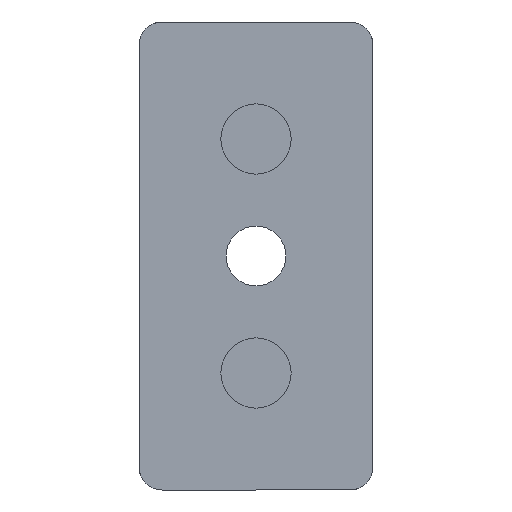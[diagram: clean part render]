
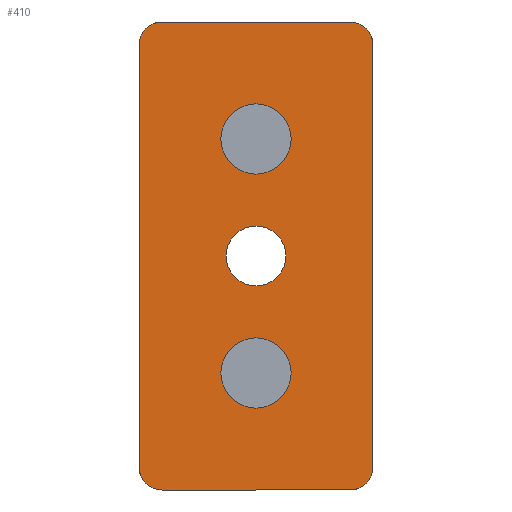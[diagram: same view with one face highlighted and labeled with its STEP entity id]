
A CAD part, front view. The second image highlights one B-rep face of the part: STEP entity #410.
In plain terms, the highlighted planar face has unit normal (0, -1, 0).
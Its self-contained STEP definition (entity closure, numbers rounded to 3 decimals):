
#10 = ORIENTED_EDGE ( 'NONE', *, *, #1312, .F. ) ;
#16 = DIRECTION ( 'NONE',  ( 0., 1., 0. ) ) ;
#17 = CARTESIAN_POINT ( 'NONE',  ( -20., 0., 0. ) ) ;
#22 = CARTESIAN_POINT ( 'NONE',  ( 0., 0., 5.1 ) ) ;
#51 = DIRECTION ( 'NONE',  ( 0., 0., -1. ) ) ;
#54 = CARTESIAN_POINT ( 'NONE',  ( 0., 0., 0. ) ) ;
#55 = CARTESIAN_POINT ( 'NONE',  ( 0., 0., -14. ) ) ;
#74 = AXIS2_PLACEMENT_3D ( 'NONE', #674, #1294, #80 ) ;
#80 = DIRECTION ( 'NONE',  ( 1., 0., 0. ) ) ;
#84 = VERTEX_POINT ( 'NONE', #55 ) ;
#91 = CARTESIAN_POINT ( 'NONE',  ( 0., 0., 14. ) ) ;
#119 = DIRECTION ( 'NONE',  ( 0., -1., 0. ) ) ;
#124 = CIRCLE ( 'NONE', #655, 4. ) ;
#130 = EDGE_CURVE ( 'NONE', #361, #454, #865, .T. ) ;
#141 = CARTESIAN_POINT ( 'NONE',  ( 0., 0., 20. ) ) ;
#171 = CARTESIAN_POINT ( 'NONE',  ( 20., 0., 36. ) ) ;
#177 = CARTESIAN_POINT ( 'NONE',  ( 0., 0., 0. ) ) ;
#207 = VERTEX_POINT ( 'NONE', #405 ) ;
#216 = LINE ( 'NONE', #748, #1158 ) ;
#220 = CIRCLE ( 'NONE', #1164, 4. ) ;
#224 = ORIENTED_EDGE ( 'NONE', *, *, #472, .F. ) ;
#231 = DIRECTION ( 'NONE',  ( 0., 1., 0. ) ) ;
#245 = DIRECTION ( 'NONE',  ( 0., 1., 0. ) ) ;
#255 = EDGE_CURVE ( 'NONE', #1275, #84, #1063, .T. ) ;
#289 = VERTEX_POINT ( 'NONE', #1023 ) ;
#297 = VECTOR ( 'NONE', #1226, 1000. ) ;
#311 = AXIS2_PLACEMENT_3D ( 'NONE', #743, #1170, #963 ) ;
#349 = EDGE_CURVE ( 'NONE', #289, #670, #220, .T. ) ;
#357 = LINE ( 'NONE', #364, #966 ) ;
#361 = VERTEX_POINT ( 'NONE', #22 ) ;
#363 = EDGE_LOOP ( 'NONE', ( #586, #447 ) ) ;
#364 = CARTESIAN_POINT ( 'NONE',  ( 0., 0., 40. ) ) ;
#372 = CIRCLE ( 'NONE', #311, 6. ) ;
#390 = CIRCLE ( 'NONE', #887, 4. ) ;
#405 = CARTESIAN_POINT ( 'NONE',  ( -16., 0., 40. ) ) ;
#410 = ADVANCED_FACE ( 'NONE', ( #1083, #487, #1272, #1193 ), #1058, .F. ) ;
#415 = CARTESIAN_POINT ( 'NONE',  ( -16., 0., -36. ) ) ;
#429 = DIRECTION ( 'NONE',  ( 1., 0., 0. ) ) ;
#430 = CIRCLE ( 'NONE', #929, 6. ) ;
#432 = EDGE_CURVE ( 'NONE', #1276, #1015, #460, .T. ) ;
#436 = CARTESIAN_POINT ( 'NONE',  ( -16., 0., -40. ) ) ;
#447 = ORIENTED_EDGE ( 'NONE', *, *, #961, .F. ) ;
#448 = VERTEX_POINT ( 'NONE', #831 ) ;
#454 = VERTEX_POINT ( 'NONE', #740 ) ;
#460 = CIRCLE ( 'NONE', #1183, 6. ) ;
#467 = CARTESIAN_POINT ( 'NONE',  ( -20., 0., 36. ) ) ;
#472 = EDGE_CURVE ( 'NONE', #84, #1275, #430, .T. ) ;
#480 = DIRECTION ( 'NONE',  ( 0., -1., 0. ) ) ;
#487 = FACE_BOUND ( 'NONE', #1251, .T. ) ;
#499 = LINE ( 'NONE', #17, #297 ) ;
#513 = EDGE_CURVE ( 'NONE', #1147, #987, #1045, .T. ) ;
#520 = EDGE_CURVE ( 'NONE', #207, #289, #357, .T. ) ;
#524 = CARTESIAN_POINT ( 'NONE',  ( 0., 0., 0. ) ) ;
#526 = ORIENTED_EDGE ( 'NONE', *, *, #1189, .F. ) ;
#531 = DIRECTION ( 'NONE',  ( 0., 0., -1. ) ) ;
#553 = CIRCLE ( 'NONE', #1244, 5.1 ) ;
#586 = ORIENTED_EDGE ( 'NONE', *, *, #432, .F. ) ;
#628 = DIRECTION ( 'NONE',  ( 0., 1., 0. ) ) ;
#639 = AXIS2_PLACEMENT_3D ( 'NONE', #1019, #119, #725 ) ;
#655 = AXIS2_PLACEMENT_3D ( 'NONE', #1161, #628, #429 ) ;
#670 = VERTEX_POINT ( 'NONE', #171 ) ;
#674 = CARTESIAN_POINT ( 'NONE',  ( -16., 0., 36. ) ) ;
#725 = DIRECTION ( 'NONE',  ( 0., 0., -1. ) ) ;
#740 = CARTESIAN_POINT ( 'NONE',  ( 0., 0., -5.1 ) ) ;
#743 = CARTESIAN_POINT ( 'NONE',  ( 0., 0., 20. ) ) ;
#748 = CARTESIAN_POINT ( 'NONE',  ( 20., 0., 0. ) ) ;
#750 = DIRECTION ( 'NONE',  ( 0., -1., 0. ) ) ;
#762 = AXIS2_PLACEMENT_3D ( 'NONE', #524, #245, #1041 ) ;
#765 = DIRECTION ( 'NONE',  ( -1., 0., 0. ) ) ;
#778 = VERTEX_POINT ( 'NONE', #1016 ) ;
#824 = ORIENTED_EDGE ( 'NONE', *, *, #130, .F. ) ;
#831 = CARTESIAN_POINT ( 'NONE',  ( -20., 0., -36. ) ) ;
#844 = EDGE_CURVE ( 'NONE', #987, #448, #390, .T. ) ;
#848 = DIRECTION ( 'NONE',  ( 0., 0., -1. ) ) ;
#863 = DIRECTION ( 'NONE',  ( 0., -1., 0. ) ) ;
#865 = CIRCLE ( 'NONE', #1108, 5.1 ) ;
#887 = AXIS2_PLACEMENT_3D ( 'NONE', #415, #231, #1129 ) ;
#907 = EDGE_CURVE ( 'NONE', #778, #1147, #124, .T. ) ;
#929 = AXIS2_PLACEMENT_3D ( 'NONE', #1186, #863, #51 ) ;
#935 = EDGE_CURVE ( 'NONE', #454, #361, #553, .T. ) ;
#937 = ORIENTED_EDGE ( 'NONE', *, *, #520, .F. ) ;
#957 = DIRECTION ( 'NONE',  ( 0., -1., 0. ) ) ;
#961 = EDGE_CURVE ( 'NONE', #1015, #1276, #372, .T. ) ;
#963 = DIRECTION ( 'NONE',  ( 0., 0., -1. ) ) ;
#966 = VECTOR ( 'NONE', #992, 1000. ) ;
#971 = ORIENTED_EDGE ( 'NONE', *, *, #513, .F. ) ;
#972 = ORIENTED_EDGE ( 'NONE', *, *, #255, .F. ) ;
#973 = CARTESIAN_POINT ( 'NONE',  ( 0., 0., -40. ) ) ;
#987 = VERTEX_POINT ( 'NONE', #436 ) ;
#991 = CARTESIAN_POINT ( 'NONE',  ( 16., 0., -40. ) ) ;
#992 = DIRECTION ( 'NONE',  ( 1., 0., 0. ) ) ;
#999 = EDGE_CURVE ( 'NONE', #670, #778, #216, .T. ) ;
#1010 = DIRECTION ( 'NONE',  ( 0., 0., -1. ) ) ;
#1015 = VERTEX_POINT ( 'NONE', #1154 ) ;
#1016 = CARTESIAN_POINT ( 'NONE',  ( 20., 0., -36. ) ) ;
#1018 = ORIENTED_EDGE ( 'NONE', *, *, #935, .F. ) ;
#1019 = CARTESIAN_POINT ( 'NONE',  ( 0., 0., -20. ) ) ;
#1023 = CARTESIAN_POINT ( 'NONE',  ( 16., 0., 40. ) ) ;
#1041 = DIRECTION ( 'NONE',  ( 0., 0., 1. ) ) ;
#1045 = LINE ( 'NONE', #973, #1243 ) ;
#1048 = ORIENTED_EDGE ( 'NONE', *, *, #907, .F. ) ;
#1056 = DIRECTION ( 'NONE',  ( 0., 0., -1. ) ) ;
#1058 = PLANE ( 'NONE',  #762 ) ;
#1063 = CIRCLE ( 'NONE', #639, 6. ) ;
#1067 = VERTEX_POINT ( 'NONE', #467 ) ;
#1083 = FACE_OUTER_BOUND ( 'NONE', #1128, .T. ) ;
#1108 = AXIS2_PLACEMENT_3D ( 'NONE', #177, #480, #1010 ) ;
#1121 = DIRECTION ( 'NONE',  ( 1., 0., 0. ) ) ;
#1128 = EDGE_LOOP ( 'NONE', ( #10, #1305, #971, #1048, #1288, #1197, #937, #526 ) ) ;
#1129 = DIRECTION ( 'NONE',  ( 1., 0., 0. ) ) ;
#1147 = VERTEX_POINT ( 'NONE', #991 ) ;
#1154 = CARTESIAN_POINT ( 'NONE',  ( 0., 0., 26. ) ) ;
#1158 = VECTOR ( 'NONE', #1056, 1000. ) ;
#1161 = CARTESIAN_POINT ( 'NONE',  ( 16., 0., -36. ) ) ;
#1164 = AXIS2_PLACEMENT_3D ( 'NONE', #1252, #16, #1121 ) ;
#1166 = EDGE_LOOP ( 'NONE', ( #972, #224 ) ) ;
#1170 = DIRECTION ( 'NONE',  ( 0., -1., 0. ) ) ;
#1183 = AXIS2_PLACEMENT_3D ( 'NONE', #141, #750, #848 ) ;
#1186 = CARTESIAN_POINT ( 'NONE',  ( 0., 0., -20. ) ) ;
#1189 = EDGE_CURVE ( 'NONE', #1067, #207, #1257, .T. ) ;
#1193 = FACE_BOUND ( 'NONE', #1166, .T. ) ;
#1197 = ORIENTED_EDGE ( 'NONE', *, *, #349, .F. ) ;
#1226 = DIRECTION ( 'NONE',  ( 0., 0., 1. ) ) ;
#1243 = VECTOR ( 'NONE', #765, 1000. ) ;
#1244 = AXIS2_PLACEMENT_3D ( 'NONE', #54, #957, #531 ) ;
#1251 = EDGE_LOOP ( 'NONE', ( #1018, #824 ) ) ;
#1252 = CARTESIAN_POINT ( 'NONE',  ( 16., 0., 36. ) ) ;
#1257 = CIRCLE ( 'NONE', #74, 4. ) ;
#1272 = FACE_BOUND ( 'NONE', #363, .T. ) ;
#1275 = VERTEX_POINT ( 'NONE', #1311 ) ;
#1276 = VERTEX_POINT ( 'NONE', #91 ) ;
#1288 = ORIENTED_EDGE ( 'NONE', *, *, #999, .F. ) ;
#1294 = DIRECTION ( 'NONE',  ( 0., 1., 0. ) ) ;
#1305 = ORIENTED_EDGE ( 'NONE', *, *, #844, .F. ) ;
#1311 = CARTESIAN_POINT ( 'NONE',  ( 0., 0., -26. ) ) ;
#1312 = EDGE_CURVE ( 'NONE', #448, #1067, #499, .T. ) ;
